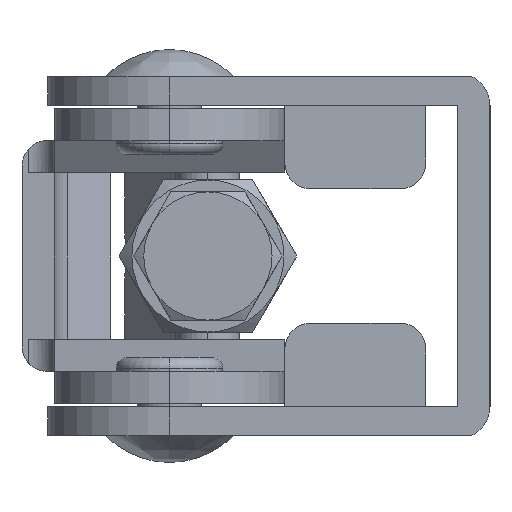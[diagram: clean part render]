
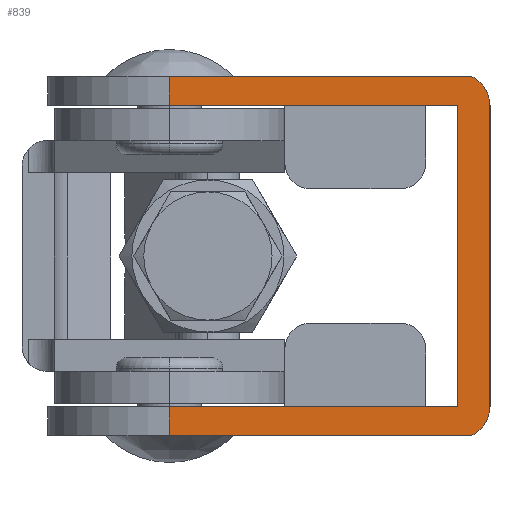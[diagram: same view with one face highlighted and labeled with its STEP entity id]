
A CAD part, left-side view. The second image highlights one B-rep face of the part: STEP entity #839.
In plain terms, the highlighted planar face has unit normal (-1, 0, 0).
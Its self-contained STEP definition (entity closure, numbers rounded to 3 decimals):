
#19 = ORIENTED_EDGE ( 'NONE', *, *, #2893, .F. ) ;
#52 = DIRECTION ( 'NONE',  ( 0., 1., 0. ) ) ;
#76 = VECTOR ( 'NONE', #4889, 1000. ) ;
#155 = AXIS2_PLACEMENT_3D ( 'NONE', #3935, #641, #4500 ) ;
#236 = EDGE_CURVE ( 'NONE', #5387, #5748, #2113, .T. ) ;
#275 = CARTESIAN_POINT ( 'NONE',  ( -17.5, 2.5, -11.74 ) ) ;
#285 = VERTEX_POINT ( 'NONE', #891 ) ;
#303 = CARTESIAN_POINT ( 'NONE',  ( -17.5, 2.51, -11.74 ) ) ;
#367 = VERTEX_POINT ( 'NONE', #6406 ) ;
#416 = CARTESIAN_POINT ( 'NONE',  ( -17.5, 38.351, 14. ) ) ;
#544 = CARTESIAN_POINT ( 'NONE',  ( -17.5, 18.601, -11.75 ) ) ;
#636 = CARTESIAN_POINT ( 'NONE',  ( -17.5, 2.5, 0. ) ) ;
#641 = DIRECTION ( 'NONE',  ( 1., 0., 0. ) ) ;
#692 = DIRECTION ( 'NONE',  ( 0., 1., 0. ) ) ;
#768 = ORIENTED_EDGE ( 'NONE', *, *, #5821, .T. ) ;
#838 = DIRECTION ( 'NONE',  ( 0., 0., -1. ) ) ;
#839 = ADVANCED_FACE ( 'NONE', ( #3223 ), #5026, .T. ) ;
#853 = VERTEX_POINT ( 'NONE', #4427 ) ;
#891 = CARTESIAN_POINT ( 'NONE',  ( -17.5, 2.51, -11.75 ) ) ;
#893 = VECTOR ( 'NONE', #5578, 1000. ) ;
#999 = VECTOR ( 'NONE', #1092, 1000. ) ;
#1092 = DIRECTION ( 'NONE',  ( 0., 0., -1. ) ) ;
#1263 = EDGE_CURVE ( 'NONE', #5387, #3599, #5132, .T. ) ;
#1439 = CARTESIAN_POINT ( 'NONE',  ( -17.5, 2.51, 11.74 ) ) ;
#1451 = EDGE_CURVE ( 'NONE', #1620, #285, #4260, .T. ) ;
#1501 = CARTESIAN_POINT ( 'NONE',  ( -17.5, 1.418, -14. ) ) ;
#1620 = VERTEX_POINT ( 'NONE', #275 ) ;
#1827 = VERTEX_POINT ( 'NONE', #3938 ) ;
#1941 = CARTESIAN_POINT ( 'NONE',  ( -17.5, 0., 0. ) ) ;
#1951 = VECTOR ( 'NONE', #692, 1000. ) ;
#1976 = VECTOR ( 'NONE', #6037, 1000. ) ;
#1994 = ORIENTED_EDGE ( 'NONE', *, *, #4254, .F. ) ;
#1996 = DIRECTION ( 'NONE',  ( 0., 0., -1. ) ) ;
#2021 = CARTESIAN_POINT ( 'NONE',  ( -17.5, 2.51, 11.75 ) ) ;
#2042 = EDGE_CURVE ( 'NONE', #367, #6965, #6653, .T. ) ;
#2063 = DIRECTION ( 'NONE',  ( -1., 0., 0. ) ) ;
#2113 = LINE ( 'NONE', #3077, #6323 ) ;
#2122 = ORIENTED_EDGE ( 'NONE', *, *, #2042, .T. ) ;
#2159 = LINE ( 'NONE', #1941, #4741 ) ;
#2310 = AXIS2_PLACEMENT_3D ( 'NONE', #303, #4137, #838 ) ;
#2325 = CARTESIAN_POINT ( 'NONE',  ( -17.5, 25., 14. ) ) ;
#2450 = DIRECTION ( 'NONE',  ( 0., 0., 1. ) ) ;
#2474 = LINE ( 'NONE', #2769, #999 ) ;
#2484 = AXIS2_PLACEMENT_3D ( 'NONE', #1439, #5277, #1996 ) ;
#2507 = ORIENTED_EDGE ( 'NONE', *, *, #5954, .F. ) ;
#2769 = CARTESIAN_POINT ( 'NONE',  ( -17.5, 25., 13. ) ) ;
#2857 = DIRECTION ( 'NONE',  ( -1., 0., 0. ) ) ;
#2893 = EDGE_CURVE ( 'NONE', #1620, #3599, #3804, .T. ) ;
#2941 = EDGE_LOOP ( 'NONE', ( #5419, #768, #3481, #3924, #19, #5408, #1994, #5826, #2507, #5308, #3019, #2122 ) ) ;
#3019 = ORIENTED_EDGE ( 'NONE', *, *, #3206, .T. ) ;
#3077 = CARTESIAN_POINT ( 'NONE',  ( -17.5, 18.601, 11.75 ) ) ;
#3206 = EDGE_CURVE ( 'NONE', #853, #367, #2159, .T. ) ;
#3223 = FACE_OUTER_BOUND ( 'NONE', #2941, .T. ) ;
#3266 = AXIS2_PLACEMENT_3D ( 'NONE', #5338, #2063, #5897 ) ;
#3370 = CARTESIAN_POINT ( 'NONE',  ( -17.5, 2.51, -14.25 ) ) ;
#3481 = ORIENTED_EDGE ( 'NONE', *, *, #236, .F. ) ;
#3485 = CARTESIAN_POINT ( 'NONE',  ( -17.5, 25., 11.75 ) ) ;
#3511 = VERTEX_POINT ( 'NONE', #2325 ) ;
#3599 = VERTEX_POINT ( 'NONE', #6869 ) ;
#3674 = VECTOR ( 'NONE', #5855, 1000. ) ;
#3804 = LINE ( 'NONE', #636, #893 ) ;
#3870 = VERTEX_POINT ( 'NONE', #1501 ) ;
#3924 = ORIENTED_EDGE ( 'NONE', *, *, #1263, .T. ) ;
#3935 = CARTESIAN_POINT ( 'NONE',  ( -17.5, 2.51, -11.74 ) ) ;
#3938 = CARTESIAN_POINT ( 'NONE',  ( -17.5, 25., -11.75 ) ) ;
#3989 = CARTESIAN_POINT ( 'NONE',  ( -17.5, 38.351, -14. ) ) ;
#4137 = DIRECTION ( 'NONE',  ( -1., 0., 0. ) ) ;
#4254 = EDGE_CURVE ( 'NONE', #1827, #285, #4890, .T. ) ;
#4260 = CIRCLE ( 'NONE', #155, 0.01 ) ;
#4427 = CARTESIAN_POINT ( 'NONE',  ( -17.5, 0., -11.74 ) ) ;
#4500 = DIRECTION ( 'NONE',  ( 0., 0., -1. ) ) ;
#4741 = VECTOR ( 'NONE', #2450, 1000. ) ;
#4889 = DIRECTION ( 'NONE',  ( 0., -1., 0. ) ) ;
#4890 = LINE ( 'NONE', #544, #1976 ) ;
#4981 = EDGE_CURVE ( 'NONE', #3870, #853, #5651, .T. ) ;
#5026 = PLANE ( 'NONE',  #5321 ) ;
#5086 = EDGE_CURVE ( 'NONE', #1827, #6937, #6772, .T. ) ;
#5132 = CIRCLE ( 'NONE', #2484, 0.01 ) ;
#5277 = DIRECTION ( 'NONE',  ( 1., 0., 0. ) ) ;
#5308 = ORIENTED_EDGE ( 'NONE', *, *, #4981, .T. ) ;
#5321 = AXIS2_PLACEMENT_3D ( 'NONE', #3370, #2857, #6680 ) ;
#5338 = CARTESIAN_POINT ( 'NONE',  ( -17.5, 2.51, 11.74 ) ) ;
#5387 = VERTEX_POINT ( 'NONE', #2021 ) ;
#5408 = ORIENTED_EDGE ( 'NONE', *, *, #1451, .T. ) ;
#5419 = ORIENTED_EDGE ( 'NONE', *, *, #5769, .F. ) ;
#5578 = DIRECTION ( 'NONE',  ( 0., 0., 1. ) ) ;
#5651 = CIRCLE ( 'NONE', #2310, 2.51 ) ;
#5748 = VERTEX_POINT ( 'NONE', #3485 ) ;
#5769 = EDGE_CURVE ( 'NONE', #3511, #6965, #5899, .T. ) ;
#5821 = EDGE_CURVE ( 'NONE', #3511, #5748, #2474, .T. ) ;
#5826 = ORIENTED_EDGE ( 'NONE', *, *, #5086, .T. ) ;
#5855 = DIRECTION ( 'NONE',  ( 0., 0., -1. ) ) ;
#5897 = DIRECTION ( 'NONE',  ( 0., 0., -1. ) ) ;
#5899 = LINE ( 'NONE', #416, #76 ) ;
#5954 = EDGE_CURVE ( 'NONE', #3870, #6937, #6156, .T. ) ;
#6007 = CARTESIAN_POINT ( 'NONE',  ( -17.5, 25., -14. ) ) ;
#6036 = CARTESIAN_POINT ( 'NONE',  ( -17.5, 1.418, 14. ) ) ;
#6037 = DIRECTION ( 'NONE',  ( 0., -1., 0. ) ) ;
#6156 = LINE ( 'NONE', #3989, #1951 ) ;
#6323 = VECTOR ( 'NONE', #52, 1000. ) ;
#6406 = CARTESIAN_POINT ( 'NONE',  ( -17.5, 0., 11.74 ) ) ;
#6653 = CIRCLE ( 'NONE', #3266, 2.51 ) ;
#6680 = DIRECTION ( 'NONE',  ( 0., 0., 1. ) ) ;
#6772 = LINE ( 'NONE', #6959, #3674 ) ;
#6869 = CARTESIAN_POINT ( 'NONE',  ( -17.5, 2.5, 11.74 ) ) ;
#6937 = VERTEX_POINT ( 'NONE', #6007 ) ;
#6959 = CARTESIAN_POINT ( 'NONE',  ( -17.5, 25., -13. ) ) ;
#6965 = VERTEX_POINT ( 'NONE', #6036 ) ;
